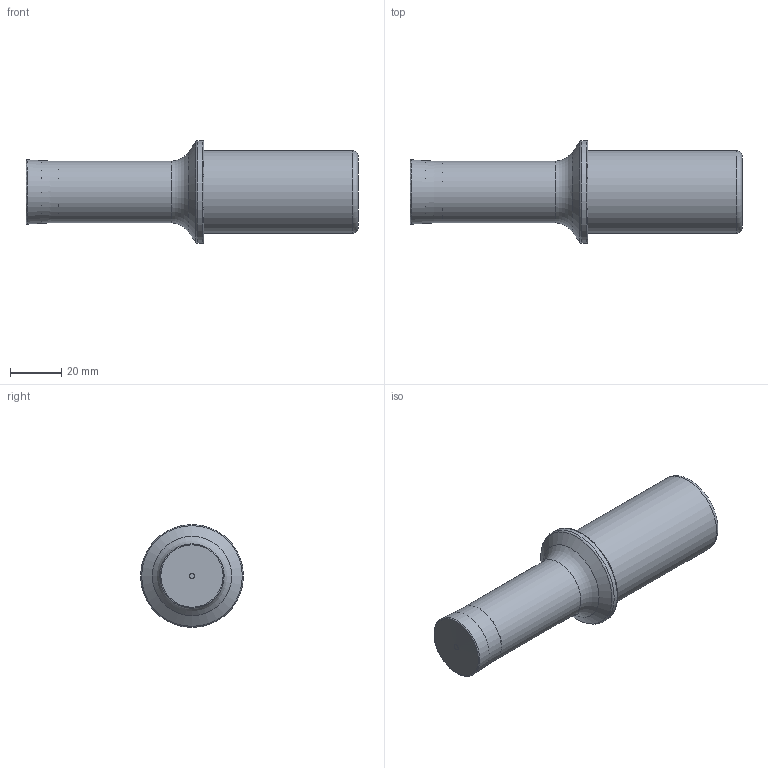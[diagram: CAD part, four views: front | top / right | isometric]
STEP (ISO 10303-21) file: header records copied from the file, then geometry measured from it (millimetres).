
FILE_DESCRIPTION(/* description */ (''),/* implementation_level */ '2;1');
FILE_NAME(/* name */ 'AEKR-D2.25X25 XC.. 130404.stp',/* time_stamp */ '2023-10-31T03:07:35+03:00',/* author */ (''),/* organization */ (''),/* preprocessor_version */ 'ST-DEVELOPER v19.4',/* originating_system */ 'SIEMENS PLM Software NX2306.3001',/* authorisation */ '');
FILE_SCHEMA (('AUTOMOTIVE_DESIGN { 1 0 10303 214 3 1 1 1 }'));
Length unit declared in the file: millimetre
Products named in the file (1): AEKR-D2.25X25 XC.. 130404
Bounding box: 129.02 x 40 x 40 mm (x, y, z)
Volume: 89635.8 mm3; surface area: 15290 mm2
Topology: 2 solids, 2 shells, 19 faces, 35 edges, 21 vertices
Faces by surface type: plane 5, torus 5, revolution 4, cylinder 3, cone 2
Full cylindrical faces by diameter (mm): 24 x1, 32 x1, 40 x1
Entity records: 407 total; most frequent: DIRECTION 76, CARTESIAN_POINT 58, AXIS2_PLACEMENT_3D 35, EDGE_LOOP 34, ORIENTED_EDGE 34, FACE_BOUND 30, ADVANCED_FACE 19, CIRCLE 19
